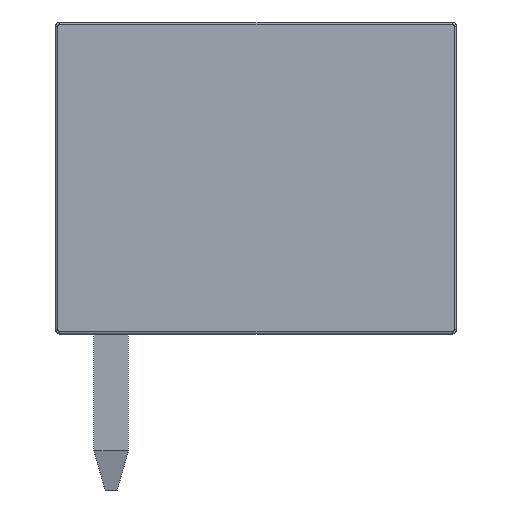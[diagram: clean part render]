
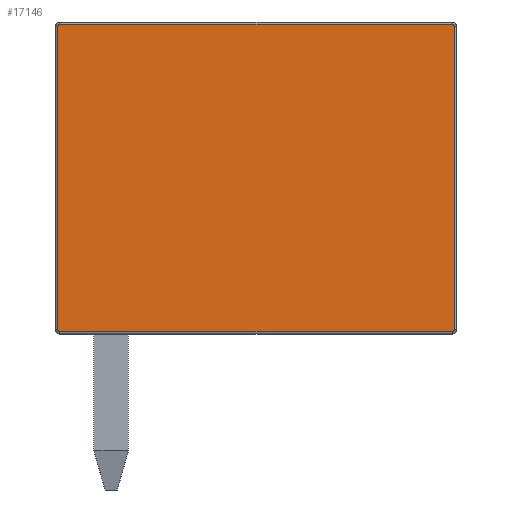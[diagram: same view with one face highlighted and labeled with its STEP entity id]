
A CAD part, left-side view. The second image highlights one B-rep face of the part: STEP entity #17146.
In plain terms, the highlighted planar face has unit normal (-1, 0, 0).
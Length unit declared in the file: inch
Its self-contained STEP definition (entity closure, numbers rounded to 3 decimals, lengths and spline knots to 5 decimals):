
#482=PLANE('',#18370);
#812=LINE('',#34098,#1980);
#813=LINE('',#34114,#1981);
#814=LINE('',#34133,#1982);
#816=LINE('',#34150,#1984);
#1980=VECTOR('',#20744,0.3937);
#1981=VECTOR('',#20753,0.3937);
#1982=VECTOR('',#20764,0.3937);
#1984=VECTOR('',#20774,0.3937);
#3694=FACE_OUTER_BOUND('',#4880,.T.);
#4880=EDGE_LOOP('',(#12109,#12110,#12111,#12112,#12113,#12114,#12115,#12116));
#6089=CIRCLE('',#18354,0.00197);
#6092=CIRCLE('',#18358,0.00197);
#6095=CIRCLE('',#18362,0.00197);
#6099=CIRCLE('',#18367,0.00197);
#7714=VERTEX_POINT('',#34090);
#7715=VERTEX_POINT('',#34092);
#7716=VERTEX_POINT('',#34096);
#7717=VERTEX_POINT('',#34108);
#7718=VERTEX_POINT('',#34112);
#7720=VERTEX_POINT('',#34125);
#7722=VERTEX_POINT('',#34131);
#7724=VERTEX_POINT('',#34145);
#9312=EDGE_CURVE('',#7715,#7714,#6089,.T.);
#9314=EDGE_CURVE('',#7716,#7715,#812,.T.);
#9316=EDGE_CURVE('',#7717,#7716,#6092,.T.);
#9318=EDGE_CURVE('',#7718,#7717,#813,.T.);
#9320=EDGE_CURVE('',#7720,#7718,#6095,.T.);
#9323=EDGE_CURVE('',#7722,#7720,#814,.T.);
#9326=EDGE_CURVE('',#7724,#7722,#6099,.T.);
#9328=EDGE_CURVE('',#7714,#7724,#816,.T.);
#12109=ORIENTED_EDGE('',*,*,#9312,.F.);
#12110=ORIENTED_EDGE('',*,*,#9314,.F.);
#12111=ORIENTED_EDGE('',*,*,#9316,.F.);
#12112=ORIENTED_EDGE('',*,*,#9318,.F.);
#12113=ORIENTED_EDGE('',*,*,#9320,.F.);
#12114=ORIENTED_EDGE('',*,*,#9323,.F.);
#12115=ORIENTED_EDGE('',*,*,#9326,.F.);
#12116=ORIENTED_EDGE('',*,*,#9328,.F.);
#17146=ADVANCED_FACE('',(#3694),#482,.F.);
#18354=AXIS2_PLACEMENT_3D('',#34094,#20738,#20739);
#18358=AXIS2_PLACEMENT_3D('',#34110,#20747,#20748);
#18362=AXIS2_PLACEMENT_3D('',#34127,#20756,#20757);
#18367=AXIS2_PLACEMENT_3D('',#34147,#20768,#20769);
#18370=AXIS2_PLACEMENT_3D('',#34152,#20776,#20777);
#20738=DIRECTION('center_axis',(1.,0.,0.));
#20739=DIRECTION('ref_axis',(0.,-0.707,0.707));
#20744=DIRECTION('',(0.,-1.,0.));
#20747=DIRECTION('center_axis',(1.,0.,0.));
#20748=DIRECTION('ref_axis',(0.,0.707,0.707));
#20753=DIRECTION('',(0.,0.,1.));
#20756=DIRECTION('center_axis',(1.,0.,0.));
#20757=DIRECTION('ref_axis',(0.,0.707,-0.707));
#20764=DIRECTION('',(0.,1.,0.));
#20768=DIRECTION('center_axis',(1.,0.,0.));
#20769=DIRECTION('ref_axis',(0.,-0.707,-0.707));
#20774=DIRECTION('',(0.,0.,-1.));
#20776=DIRECTION('center_axis',(1.,0.,0.));
#20777=DIRECTION('ref_axis',(0.,0.,-1.));
#34090=CARTESIAN_POINT('',(-0.58,-0.30803,0.27606));
#34092=CARTESIAN_POINT('',(-0.58,-0.30606,0.27803));
#34094=CARTESIAN_POINT('Origin',(-0.58,-0.30606,0.27606));
#34096=CARTESIAN_POINT('',(-0.58,0.04606,0.27803));
#34098=CARTESIAN_POINT('',(-0.58,-0.31,0.27803));
#34108=CARTESIAN_POINT('',(-0.58,0.04803,0.27606));
#34110=CARTESIAN_POINT('Origin',(-0.58,0.04606,0.27606));
#34112=CARTESIAN_POINT('',(-0.58,0.04803,0.00394));
#34114=CARTESIAN_POINT('',(-0.58,0.04803,0.15253));
#34125=CARTESIAN_POINT('',(-0.58,0.04606,0.00197));
#34127=CARTESIAN_POINT('Origin',(-0.58,0.04606,0.00394));
#34131=CARTESIAN_POINT('',(-0.58,-0.30606,0.00197));
#34133=CARTESIAN_POINT('',(-0.58,-0.31,0.00197));
#34145=CARTESIAN_POINT('',(-0.58,-0.30803,0.00394));
#34147=CARTESIAN_POINT('Origin',(-0.58,-0.30606,0.00394));
#34150=CARTESIAN_POINT('',(-0.58,-0.30803,0.15253));
#34152=CARTESIAN_POINT('Origin',(-0.58,-0.31,0.30505));
